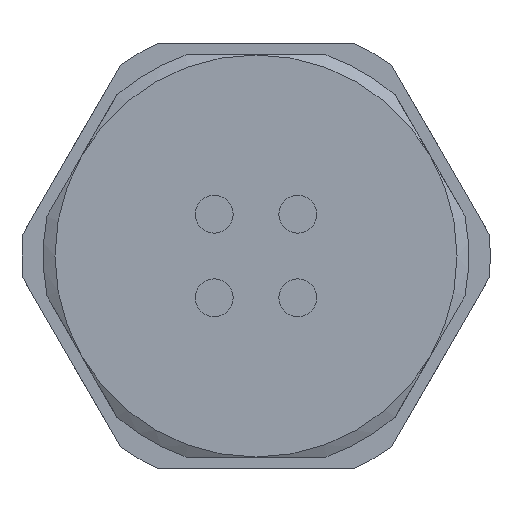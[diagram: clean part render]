
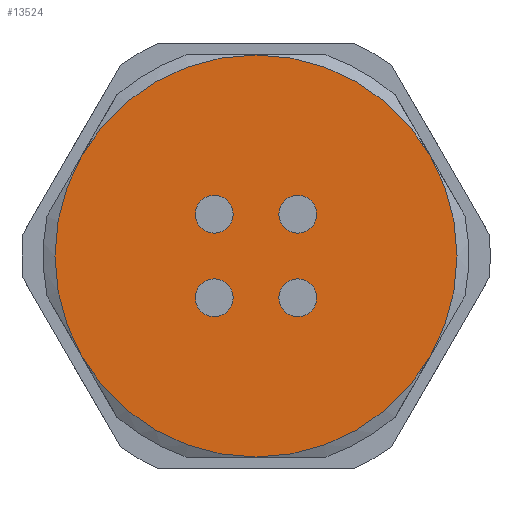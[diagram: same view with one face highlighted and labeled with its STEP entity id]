
A CAD part, left-side view. The second image highlights one B-rep face of the part: STEP entity #13524.
In plain terms, the highlighted planar face has unit normal (-1, 0, 0).
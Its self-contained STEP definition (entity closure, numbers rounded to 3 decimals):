
#3889=CARTESIAN_POINT('',(0.,7.361,-4.25));
#3908=CARTESIAN_POINT('',(0.,7.361,4.25));
#3927=CARTESIAN_POINT('',(0.,0.,8.5));
#3965=CARTESIAN_POINT('',(0.,-7.361,-4.25));
#3999=CARTESIAN_POINT('',(0.,0.,0.));
#4000=DIRECTION('',(-1.,0.,0.));
#4001=DIRECTION('',(0.,0.866,-0.5));
#4002=AXIS2_PLACEMENT_3D('',#3999,#4000,#4001);
#4004=CARTESIAN_POINT('',(0.,0.,0.));
#4005=DIRECTION('',(-1.,0.,0.));
#4006=DIRECTION('',(0.,0.866,0.5));
#4007=AXIS2_PLACEMENT_3D('',#4004,#4005,#4006);
#4009=CARTESIAN_POINT('',(0.,0.,0.));
#4010=DIRECTION('',(-1.,0.,0.));
#4011=DIRECTION('',(0.,0.,1.));
#4012=AXIS2_PLACEMENT_3D('',#4009,#4010,#4011);
#4014=CARTESIAN_POINT('',(0.,0.,0.));
#4015=DIRECTION('',(-1.,0.,0.));
#4016=DIRECTION('',(0.,-0.866,0.5));
#4017=AXIS2_PLACEMENT_3D('',#4014,#4015,#4016);
#4019=CARTESIAN_POINT('',(0.,0.,0.));
#4020=DIRECTION('',(-1.,0.,0.));
#4021=DIRECTION('',(0.,-0.866,-0.5));
#4022=AXIS2_PLACEMENT_3D('',#4019,#4020,#4021);
#4024=CARTESIAN_POINT('',(0.,0.,0.));
#4025=DIRECTION('',(-1.,0.,0.));
#4026=DIRECTION('',(0.,0.,-1.));
#4027=AXIS2_PLACEMENT_3D('',#4024,#4025,#4026);
#4029=CARTESIAN_POINT('',(0.,-1.768,1.768));
#4030=DIRECTION('',(1.,0.,0.));
#4031=DIRECTION('',(0.,0.,1.));
#4032=AXIS2_PLACEMENT_3D('',#4029,#4030,#4031);
#4034=CARTESIAN_POINT('',(0.,-1.768,1.768));
#4035=DIRECTION('',(1.,0.,0.));
#4036=DIRECTION('',(0.,0.,-1.));
#4037=AXIS2_PLACEMENT_3D('',#4034,#4035,#4036);
#4039=CARTESIAN_POINT('',(0.,1.768,1.768));
#4040=DIRECTION('',(1.,0.,0.));
#4041=DIRECTION('',(0.,0.,1.));
#4042=AXIS2_PLACEMENT_3D('',#4039,#4040,#4041);
#4044=CARTESIAN_POINT('',(0.,1.768,1.768));
#4045=DIRECTION('',(1.,0.,0.));
#4046=DIRECTION('',(0.,0.,-1.));
#4047=AXIS2_PLACEMENT_3D('',#4044,#4045,#4046);
#4049=CARTESIAN_POINT('',(0.,1.768,-1.768));
#4050=DIRECTION('',(1.,0.,0.));
#4051=DIRECTION('',(0.,0.,1.));
#4052=AXIS2_PLACEMENT_3D('',#4049,#4050,#4051);
#4054=CARTESIAN_POINT('',(0.,1.768,-1.768));
#4055=DIRECTION('',(1.,0.,0.));
#4056=DIRECTION('',(0.,0.,-1.));
#4057=AXIS2_PLACEMENT_3D('',#4054,#4055,#4056);
#4059=CARTESIAN_POINT('',(0.,-1.768,-1.768));
#4060=DIRECTION('',(1.,0.,0.));
#4061=DIRECTION('',(0.,0.,1.));
#4062=AXIS2_PLACEMENT_3D('',#4059,#4060,#4061);
#4064=CARTESIAN_POINT('',(0.,-1.768,-1.768));
#4065=DIRECTION('',(1.,0.,0.));
#4066=DIRECTION('',(0.,0.,-1.));
#4067=AXIS2_PLACEMENT_3D('',#4064,#4065,#4066);
#7732=CARTESIAN_POINT('',(0.,1.768,2.568));
#7734=VERTEX_POINT('',#7732);
#7759=VERTEX_POINT('',#3927);
#7764=VERTEX_POINT('',#3908);
#7778=VERTEX_POINT('',#3965);
#7804=CARTESIAN_POINT('',(0.,-7.361,4.25));
#7805=VERTEX_POINT('',#7804);
#7808=CARTESIAN_POINT('',(0.,-1.768,-0.968));
#7809=CARTESIAN_POINT('',(0.,-1.768,-2.568));
#7810=VERTEX_POINT('',#7808);
#7811=VERTEX_POINT('',#7809);
#7816=CARTESIAN_POINT('',(0.,-1.768,2.568));
#7817=VERTEX_POINT('',#7816);
#7860=CARTESIAN_POINT('',(0.,1.768,-2.568));
#7861=CARTESIAN_POINT('',(0.,1.768,-0.968));
#7862=VERTEX_POINT('',#7860);
#7863=VERTEX_POINT('',#7861);
#7882=VERTEX_POINT('',#3889);
#7886=CARTESIAN_POINT('',(0.,1.768,0.968));
#7887=VERTEX_POINT('',#7886);
#7891=CARTESIAN_POINT('',(0.,-1.768,0.968));
#7892=VERTEX_POINT('',#7891);
#7946=CARTESIAN_POINT('',(0.,0.,-8.5));
#7947=VERTEX_POINT('',#7946);
#13487=CARTESIAN_POINT('',(0.,8.944,-8.84));
#13488=DIRECTION('',(1.,0.,0.));
#13489=DIRECTION('',(0.,1.,0.));
#13490=AXIS2_PLACEMENT_3D('',#13487,#13488,#13489);
#13491=PLANE('',#13490);
#13492=ORIENTED_EDGE('',*,*,#13470,.F.);
#13493=ORIENTED_EDGE('',*,*,#13313,.F.);
#13494=ORIENTED_EDGE('',*,*,#13344,.F.);
#13495=ORIENTED_EDGE('',*,*,#13375,.F.);
#13496=ORIENTED_EDGE('',*,*,#13406,.F.);
#13497=ORIENTED_EDGE('',*,*,#13437,.F.);
#13498=EDGE_LOOP('',(#13492,#13493,#13494,#13495,#13496,#13497));
#13499=FACE_OUTER_BOUND('',#13498,.F.);
#13501=ORIENTED_EDGE('',*,*,#13500,.F.);
#13503=ORIENTED_EDGE('',*,*,#13502,.F.);
#13504=EDGE_LOOP('',(#13501,#13503));
#13505=FACE_BOUND('',#13504,.F.);
#13507=ORIENTED_EDGE('',*,*,#13506,.F.);
#13509=ORIENTED_EDGE('',*,*,#13508,.F.);
#13510=EDGE_LOOP('',(#13507,#13509));
#13511=FACE_BOUND('',#13510,.F.);
#13513=ORIENTED_EDGE('',*,*,#13512,.F.);
#13515=ORIENTED_EDGE('',*,*,#13514,.F.);
#13516=EDGE_LOOP('',(#13513,#13515));
#13517=FACE_BOUND('',#13516,.F.);
#13519=ORIENTED_EDGE('',*,*,#13518,.F.);
#13521=ORIENTED_EDGE('',*,*,#13520,.F.);
#13522=EDGE_LOOP('',(#13519,#13521));
#13523=FACE_BOUND('',#13522,.F.);
#13524=ADVANCED_FACE('',(#13499,#13505,#13511,#13517,#13523),#13491,.F.);
#4003=CIRCLE('',#4002,8.5);
#4008=CIRCLE('',#4007,8.5);
#4013=CIRCLE('',#4012,8.5);
#4018=CIRCLE('',#4017,8.5);
#4023=CIRCLE('',#4022,8.5);
#4028=CIRCLE('',#4027,8.5);
#4033=CIRCLE('',#4032,0.8);
#4038=CIRCLE('',#4037,0.8);
#4043=CIRCLE('',#4042,0.8);
#4048=CIRCLE('',#4047,0.8);
#4053=CIRCLE('',#4052,0.8);
#4058=CIRCLE('',#4057,0.8);
#4063=CIRCLE('',#4062,0.8);
#4068=CIRCLE('',#4067,0.8);
#13313=EDGE_CURVE('',#7764,#7882,#4008,.T.);
#13344=EDGE_CURVE('',#7759,#7764,#4013,.T.);
#13375=EDGE_CURVE('',#7805,#7759,#4018,.T.);
#13406=EDGE_CURVE('',#7778,#7805,#4023,.T.);
#13437=EDGE_CURVE('',#7947,#7778,#4028,.T.);
#13470=EDGE_CURVE('',#7882,#7947,#4003,.T.);
#13500=EDGE_CURVE('',#7817,#7892,#4033,.T.);
#13502=EDGE_CURVE('',#7892,#7817,#4038,.T.);
#13506=EDGE_CURVE('',#7734,#7887,#4043,.T.);
#13508=EDGE_CURVE('',#7887,#7734,#4048,.T.);
#13512=EDGE_CURVE('',#7863,#7862,#4053,.T.);
#13514=EDGE_CURVE('',#7862,#7863,#4058,.T.);
#13518=EDGE_CURVE('',#7810,#7811,#4063,.T.);
#13520=EDGE_CURVE('',#7811,#7810,#4068,.T.);
